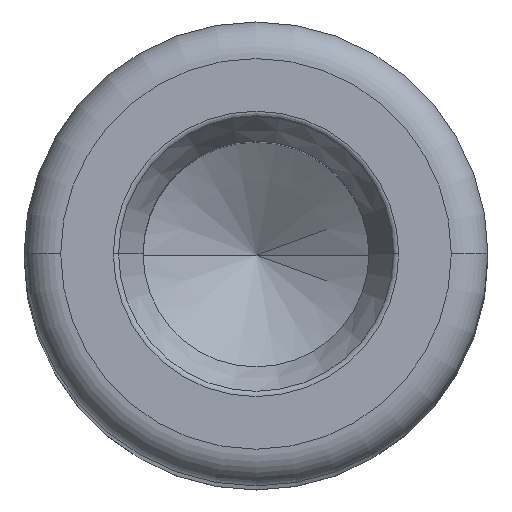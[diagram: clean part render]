
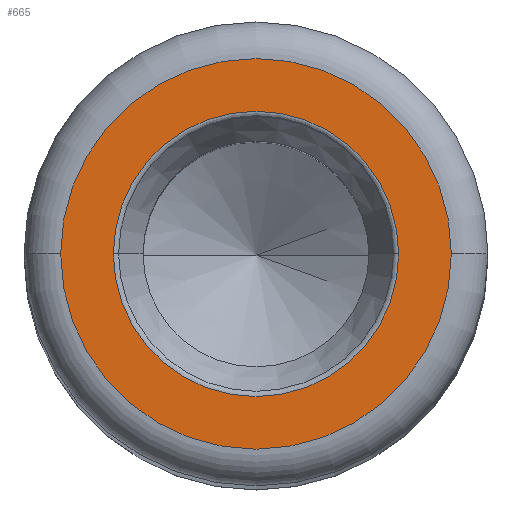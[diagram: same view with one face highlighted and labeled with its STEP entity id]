
A CAD part, top view. The second image highlights one B-rep face of the part: STEP entity #665.
In plain terms, the highlighted planar face has unit normal (0, 0, 1).
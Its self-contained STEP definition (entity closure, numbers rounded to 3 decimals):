
#38 = EDGE_CURVE ( 'NONE', #41, #612, #448, .T. ) ;
#41 = VERTEX_POINT ( 'NONE', #256 ) ;
#62 = EDGE_CURVE ( 'NONE', #612, #41, #707, .T. ) ;
#79 = DIRECTION ( 'NONE',  ( 1., 0., 0. ) ) ;
#81 = FACE_BOUND ( 'NONE', #521, .T. ) ;
#83 = DIRECTION ( 'NONE',  ( 0., 0., 1. ) ) ;
#103 = ORIENTED_EDGE ( 'NONE', *, *, #62, .T. ) ;
#126 = CARTESIAN_POINT ( 'NONE',  ( -16., 0., 200. ) ) ;
#139 = DIRECTION ( 'NONE',  ( 1., 0., 0. ) ) ;
#147 = AXIS2_PLACEMENT_3D ( 'NONE', #686, #328, #746 ) ;
#149 = EDGE_LOOP ( 'NONE', ( #295, #498 ) ) ;
#158 = VERTEX_POINT ( 'NONE', #336 ) ;
#181 = DIRECTION ( 'NONE',  ( 0., 0., 1. ) ) ;
#186 = DIRECTION ( 'NONE',  ( 1., 0., 0. ) ) ;
#208 = DIRECTION ( 'NONE',  ( 0., 0., -1. ) ) ;
#256 = CARTESIAN_POINT ( 'NONE',  ( -11.689, 0., 200. ) ) ;
#262 = EDGE_CURVE ( 'NONE', #357, #158, #494, .T. ) ;
#267 = PLANE ( 'NONE',  #452 ) ;
#295 = ORIENTED_EDGE ( 'NONE', *, *, #420, .T. ) ;
#318 = CARTESIAN_POINT ( 'NONE',  ( 11.689, 0., 200. ) ) ;
#328 = DIRECTION ( 'NONE',  ( 0., 0., -1. ) ) ;
#331 = DIRECTION ( 'NONE',  ( 0., 0., 1. ) ) ;
#336 = CARTESIAN_POINT ( 'NONE',  ( 16., 0., 200. ) ) ;
#357 = VERTEX_POINT ( 'NONE', #126 ) ;
#380 = AXIS2_PLACEMENT_3D ( 'NONE', #423, #83, #79 ) ;
#394 = DIRECTION ( 'NONE',  ( 1., 0., 0. ) ) ;
#414 = AXIS2_PLACEMENT_3D ( 'NONE', #434, #208, #139 ) ;
#420 = EDGE_CURVE ( 'NONE', #158, #357, #716, .T. ) ;
#423 = CARTESIAN_POINT ( 'NONE',  ( 0., 0., 200. ) ) ;
#433 = FACE_OUTER_BOUND ( 'NONE', #149, .T. ) ;
#434 = CARTESIAN_POINT ( 'NONE',  ( 0., 0., 200. ) ) ;
#448 = CIRCLE ( 'NONE', #414, 11.689 ) ;
#452 = AXIS2_PLACEMENT_3D ( 'NONE', #575, #331, #394 ) ;
#483 = CARTESIAN_POINT ( 'NONE',  ( 0., 0., 200. ) ) ;
#484 = AXIS2_PLACEMENT_3D ( 'NONE', #483, #181, #186 ) ;
#494 = CIRCLE ( 'NONE', #484, 16. ) ;
#498 = ORIENTED_EDGE ( 'NONE', *, *, #262, .T. ) ;
#521 = EDGE_LOOP ( 'NONE', ( #103, #683 ) ) ;
#575 = CARTESIAN_POINT ( 'NONE',  ( 0., 0., 200. ) ) ;
#612 = VERTEX_POINT ( 'NONE', #318 ) ;
#665 = ADVANCED_FACE ( 'NONE', ( #81, #433 ), #267, .T. ) ;
#683 = ORIENTED_EDGE ( 'NONE', *, *, #38, .T. ) ;
#686 = CARTESIAN_POINT ( 'NONE',  ( 0., 0., 200. ) ) ;
#707 = CIRCLE ( 'NONE', #147, 11.689 ) ;
#716 = CIRCLE ( 'NONE', #380, 16. ) ;
#746 = DIRECTION ( 'NONE',  ( 1., 0., 0. ) ) ;
